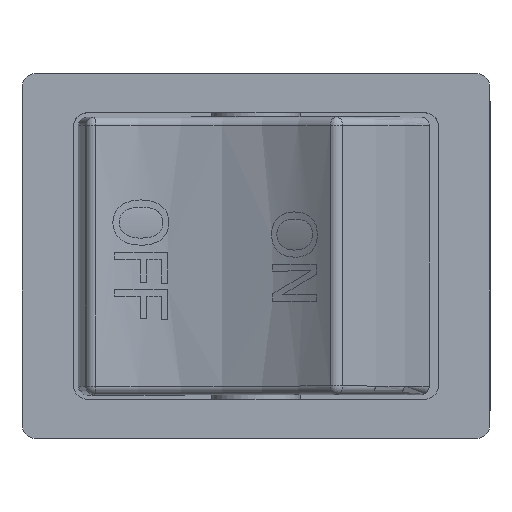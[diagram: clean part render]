
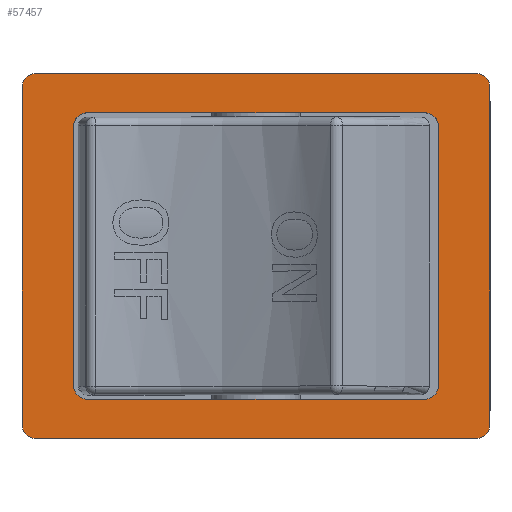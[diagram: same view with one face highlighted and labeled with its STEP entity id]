
A CAD part, top view. The second image highlights one B-rep face of the part: STEP entity #57457.
In plain terms, the highlighted planar face has unit normal (0, 0, 1).
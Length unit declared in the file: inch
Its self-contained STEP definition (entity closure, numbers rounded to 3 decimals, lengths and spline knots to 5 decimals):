
#57312=CARTESIAN_POINT('',(0.69291,0.54134,0.79921));
#57313=DIRECTION('',(0.0,0.0,1.0));
#57314=DIRECTION('',(1.0,0.0,0.0));
#57315=AXIS2_PLACEMENT_3D('',#57312,#57313,#57314);
#57316=PLANE('',#57315);
#57317=CARTESIAN_POINT('',(0.62992,-0.45276,0.79921));
#57318=VERTEX_POINT('',#57317);
#57319=CARTESIAN_POINT('',(0.59055,-0.49213,0.79921));
#57320=VERTEX_POINT('',#57319);
#57321=CARTESIAN_POINT('',(0.59055,-0.45276,0.79921));
#57322=DIRECTION('',(0.0,0.0,-1.0));
#57323=DIRECTION('',(0.707,-0.707,0.0));
#57324=AXIS2_PLACEMENT_3D('',#57321,#57322,#57323);
#57325=CIRCLE('',#57324,0.03937);
#57326=EDGE_CURVE('',#57318,#57320,#57325,.T.);
#57327=ORIENTED_EDGE('',*,*,#57326,.F.);
#57328=CARTESIAN_POINT('',(0.62992,0.45276,0.79921));
#57329=VERTEX_POINT('',#57328);
#57330=CARTESIAN_POINT('',(0.62992,0.45276,0.79921));
#57331=DIRECTION('',(0.0,-1.0,0.0));
#57332=VECTOR('',#57331,0.90551);
#57333=LINE('',#57330,#57332);
#57334=EDGE_CURVE('',#57329,#57318,#57333,.T.);
#57335=ORIENTED_EDGE('',*,*,#57334,.F.);
#57336=CARTESIAN_POINT('',(0.59055,0.49213,0.79921));
#57337=VERTEX_POINT('',#57336);
#57338=CARTESIAN_POINT('',(0.59055,0.45276,0.79921));
#57339=DIRECTION('',(0.0,0.0,-1.0));
#57340=DIRECTION('',(0.707,0.707,0.0));
#57341=AXIS2_PLACEMENT_3D('',#57338,#57339,#57340);
#57342=CIRCLE('',#57341,0.03937);
#57343=EDGE_CURVE('',#57337,#57329,#57342,.T.);
#57344=ORIENTED_EDGE('',*,*,#57343,.F.);
#57345=CARTESIAN_POINT('',(-0.59055,0.49213,0.79921));
#57346=VERTEX_POINT('',#57345);
#57347=CARTESIAN_POINT('',(-0.59055,0.49213,0.79921));
#57348=DIRECTION('',(1.0,0.0,0.0));
#57349=VECTOR('',#57348,1.1811);
#57350=LINE('',#57347,#57349);
#57351=EDGE_CURVE('',#57346,#57337,#57350,.T.);
#57352=ORIENTED_EDGE('',*,*,#57351,.F.);
#57353=CARTESIAN_POINT('',(-0.62992,0.45276,0.79921));
#57354=VERTEX_POINT('',#57353);
#57355=CARTESIAN_POINT('',(-0.59055,0.45276,0.79921));
#57356=DIRECTION('',(0.0,0.0,-1.0));
#57357=DIRECTION('',(-0.707,0.707,0.0));
#57358=AXIS2_PLACEMENT_3D('',#57355,#57356,#57357);
#57359=CIRCLE('',#57358,0.03937);
#57360=EDGE_CURVE('',#57354,#57346,#57359,.T.);
#57361=ORIENTED_EDGE('',*,*,#57360,.F.);
#57362=CARTESIAN_POINT('',(-0.62992,-0.45276,0.79921));
#57363=VERTEX_POINT('',#57362);
#57364=CARTESIAN_POINT('',(-0.62992,-0.45276,0.79921));
#57365=DIRECTION('',(0.0,1.0,0.0));
#57366=VECTOR('',#57365,0.90551);
#57367=LINE('',#57364,#57366);
#57368=EDGE_CURVE('',#57363,#57354,#57367,.T.);
#57369=ORIENTED_EDGE('',*,*,#57368,.F.);
#57370=CARTESIAN_POINT('',(-0.59055,-0.49213,0.79921));
#57371=VERTEX_POINT('',#57370);
#57372=CARTESIAN_POINT('',(-0.59055,-0.45276,0.79921));
#57373=DIRECTION('',(0.0,0.0,-1.0));
#57374=DIRECTION('',(-0.707,-0.707,0.0));
#57375=AXIS2_PLACEMENT_3D('',#57372,#57373,#57374);
#57376=CIRCLE('',#57375,0.03937);
#57377=EDGE_CURVE('',#57371,#57363,#57376,.T.);
#57378=ORIENTED_EDGE('',*,*,#57377,.F.);
#57379=CARTESIAN_POINT('',(0.59055,-0.49213,0.79921));
#57380=DIRECTION('',(-1.0,0.0,0.0));
#57381=VECTOR('',#57380,1.1811);
#57382=LINE('',#57379,#57381);
#57383=EDGE_CURVE('',#57320,#57371,#57382,.T.);
#57384=ORIENTED_EDGE('',*,*,#57383,.F.);
#57385=EDGE_LOOP('',(#57327,#57335,#57344,#57352,#57361,#57369,#57378,#57384));
#57386=FACE_OUTER_BOUND('',#57385,.T.);
#57387=CARTESIAN_POINT('',(0.49213,0.34646,0.79921));
#57388=VERTEX_POINT('',#57387);
#57389=CARTESIAN_POINT('',(0.49213,-0.34646,0.79921));
#57390=VERTEX_POINT('',#57389);
#57391=CARTESIAN_POINT('',(0.49213,0.34646,0.79921));
#57392=DIRECTION('',(0.0,-1.0,0.0));
#57393=VECTOR('',#57392,0.69291);
#57394=LINE('',#57391,#57393);
#57395=EDGE_CURVE('',#57388,#57390,#57394,.T.);
#57396=ORIENTED_EDGE('',*,*,#57395,.T.);
#57397=CARTESIAN_POINT('',(0.45276,-0.38583,0.79921));
#57398=VERTEX_POINT('',#57397);
#57399=CARTESIAN_POINT('',(0.45276,-0.34646,0.79921));
#57400=DIRECTION('',(0.0,0.0,1.0));
#57401=DIRECTION('',(0.707,-0.707,0.0));
#57402=AXIS2_PLACEMENT_3D('',#57399,#57400,#57401);
#57403=CIRCLE('',#57402,0.03937);
#57404=EDGE_CURVE('',#57398,#57390,#57403,.T.);
#57405=ORIENTED_EDGE('',*,*,#57404,.F.);
#57406=CARTESIAN_POINT('',(-0.45276,-0.38583,0.79921));
#57407=VERTEX_POINT('',#57406);
#57408=CARTESIAN_POINT('',(0.45276,-0.38583,0.79921));
#57409=DIRECTION('',(-1.0,0.0,0.0));
#57410=VECTOR('',#57409,0.90551);
#57411=LINE('',#57408,#57410);
#57412=EDGE_CURVE('',#57398,#57407,#57411,.T.);
#57413=ORIENTED_EDGE('',*,*,#57412,.T.);
#57414=CARTESIAN_POINT('',(-0.49213,-0.34646,0.79921));
#57415=VERTEX_POINT('',#57414);
#57416=CARTESIAN_POINT('',(-0.45276,-0.34646,0.79921));
#57417=DIRECTION('',(0.0,0.0,1.0));
#57418=DIRECTION('',(-0.707,-0.707,0.0));
#57419=AXIS2_PLACEMENT_3D('',#57416,#57417,#57418);
#57420=CIRCLE('',#57419,0.03937);
#57421=EDGE_CURVE('',#57415,#57407,#57420,.T.);
#57422=ORIENTED_EDGE('',*,*,#57421,.F.);
#57423=CARTESIAN_POINT('',(-0.49213,0.34646,0.79921));
#57424=VERTEX_POINT('',#57423);
#57425=CARTESIAN_POINT('',(-0.49213,-0.34646,0.79921));
#57426=DIRECTION('',(0.0,1.0,0.0));
#57427=VECTOR('',#57426,0.69291);
#57428=LINE('',#57425,#57427);
#57429=EDGE_CURVE('',#57415,#57424,#57428,.T.);
#57430=ORIENTED_EDGE('',*,*,#57429,.T.);
#57431=CARTESIAN_POINT('',(-0.45276,0.38583,0.79921));
#57432=VERTEX_POINT('',#57431);
#57433=CARTESIAN_POINT('',(-0.45276,0.34646,0.79921));
#57434=DIRECTION('',(0.0,0.0,1.0));
#57435=DIRECTION('',(-0.707,0.707,0.0));
#57436=AXIS2_PLACEMENT_3D('',#57433,#57434,#57435);
#57437=CIRCLE('',#57436,0.03937);
#57438=EDGE_CURVE('',#57432,#57424,#57437,.T.);
#57439=ORIENTED_EDGE('',*,*,#57438,.F.);
#57440=CARTESIAN_POINT('',(0.45276,0.38583,0.79921));
#57441=VERTEX_POINT('',#57440);
#57442=CARTESIAN_POINT('',(-0.45276,0.38583,0.79921));
#57443=DIRECTION('',(1.0,0.0,0.0));
#57444=VECTOR('',#57443,0.90551);
#57445=LINE('',#57442,#57444);
#57446=EDGE_CURVE('',#57432,#57441,#57445,.T.);
#57447=ORIENTED_EDGE('',*,*,#57446,.T.);
#57448=CARTESIAN_POINT('',(0.45276,0.34646,0.79921));
#57449=DIRECTION('',(0.0,0.0,1.0));
#57450=DIRECTION('',(0.707,0.707,0.0));
#57451=AXIS2_PLACEMENT_3D('',#57448,#57449,#57450);
#57452=CIRCLE('',#57451,0.03937);
#57453=EDGE_CURVE('',#57388,#57441,#57452,.T.);
#57454=ORIENTED_EDGE('',*,*,#57453,.F.);
#57455=EDGE_LOOP('',(#57396,#57405,#57413,#57422,#57430,#57439,#57447,#57454));
#57456=FACE_BOUND('',#57455,.T.);
#57457=ADVANCED_FACE('',(#57386,#57456),#57316,.T.);
